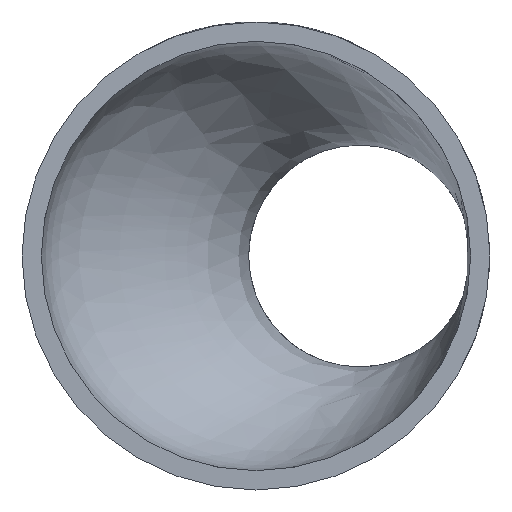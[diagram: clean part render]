
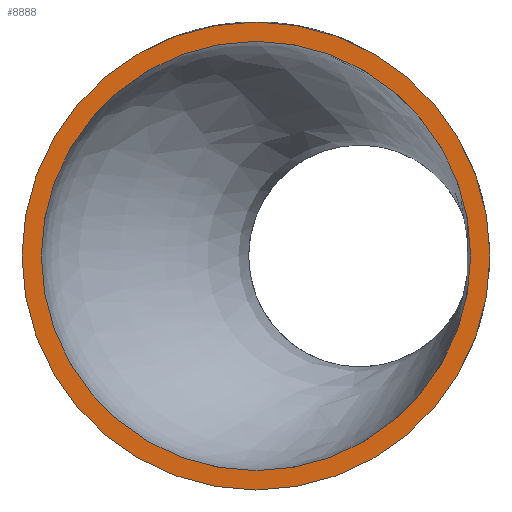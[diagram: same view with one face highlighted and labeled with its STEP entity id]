
A CAD part, left-side view. The second image highlights one B-rep face of the part: STEP entity #8888.
In plain terms, the highlighted planar face has unit normal (-1, 0, 0).
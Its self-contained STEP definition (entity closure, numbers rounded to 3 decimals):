
#167 = DIRECTION ( 'NONE',  ( 0., 0., 1. ) ) ;
#432 = AXIS2_PLACEMENT_3D ( 'NONE', #12200, #16038, #167 ) ;
#622 = CIRCLE ( 'NONE', #9391, 24.15 ) ;
#2542 = ORIENTED_EDGE ( 'NONE', *, *, #6008, .F. ) ;
#2866 = EDGE_CURVE ( 'NONE', #12678, #12678, #622, .T. ) ;
#3684 = EDGE_LOOP ( 'NONE', ( #2542 ) ) ;
#4266 = VERTEX_POINT ( 'NONE', #11618 ) ;
#5284 = DIRECTION ( 'NONE',  ( 0., 0., 1. ) ) ;
#5360 = DIRECTION ( 'NONE',  ( -1., 0., 0. ) ) ;
#6008 = EDGE_CURVE ( 'NONE', #4266, #4266, #13832, .T. ) ;
#7782 = CARTESIAN_POINT ( 'NONE',  ( 0., 0., 0. ) ) ;
#8264 = ORIENTED_EDGE ( 'NONE', *, *, #2866, .T. ) ;
#8535 = EDGE_LOOP ( 'NONE', ( #8264 ) ) ;
#8888 = ADVANCED_FACE ( 'NONE', ( #11237, #12456 ), #14656, .T. ) ;
#9391 = AXIS2_PLACEMENT_3D ( 'NONE', #7782, #5360, #5284 ) ;
#10185 = AXIS2_PLACEMENT_3D ( 'NONE', #15503, #12971, #13053 ) ;
#11237 = FACE_BOUND ( 'NONE', #3684, .T. ) ;
#11383 = CARTESIAN_POINT ( 'NONE',  ( 0., 0., 24.15 ) ) ;
#11618 = CARTESIAN_POINT ( 'NONE',  ( 0., 0., 22.15 ) ) ;
#12200 = CARTESIAN_POINT ( 'NONE',  ( 0., 0., 0. ) ) ;
#12456 = FACE_OUTER_BOUND ( 'NONE', #8535, .T. ) ;
#12678 = VERTEX_POINT ( 'NONE', #11383 ) ;
#12971 = DIRECTION ( 'NONE',  ( -1., 0., 0. ) ) ;
#13053 = DIRECTION ( 'NONE',  ( 0., 0., 1. ) ) ;
#13832 = CIRCLE ( 'NONE', #10185, 22.15 ) ;
#14656 = PLANE ( 'NONE',  #432 ) ;
#15503 = CARTESIAN_POINT ( 'NONE',  ( 0., 0., 0. ) ) ;
#16038 = DIRECTION ( 'NONE',  ( -1., 0., 0. ) ) ;
